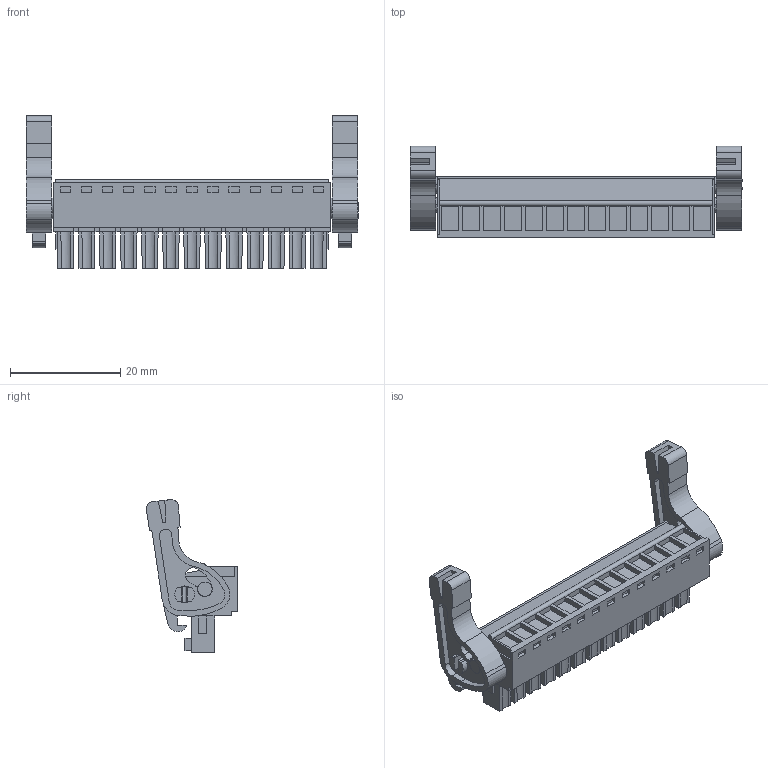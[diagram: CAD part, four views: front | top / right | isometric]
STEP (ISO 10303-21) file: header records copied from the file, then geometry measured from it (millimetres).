
FILE_DESCRIPTION(('CATIA V5 STEP','CAx-IF Rec.Pracs.--- Model Styling and Organization---1.2---2011-12-15'),'2;1');
FILE_NAME ('D1462212_0_2442460000_2442460000.stp','2017-07-31T14:43:38+00:00',('none'),('Weidmueller'),'CATIA Version 5-6 Release 2014','CATIA V5 STEP AP214','none');
FILE_SCHEMA(('AUTOMOTIVE_DESIGN { 1 0 10303 214 1 1 1 1 }'));
Length unit declared in the file: millimetre
Products named in the file (1): 2442460000
Bounding box: 60.12 x 16.55 x 27.68 mm (x, y, z)
Volume: 6288.2 mm3; surface area: 6402.3 mm2
Topology: 16 solids, 16 shells, 812 faces, 2105 edges, 1392 vertices
Faces by surface type: plane 627, cylinder 185
Entity records: 22395 total; most frequent: ORIENTED_EDGE 4202, CARTESIAN_POINT 4089, DIRECTION 2912, EDGE_CURVE 2101, VECTOR 1631, LINE 1631, VERTEX_POINT 1392, EDGE_LOOP 893
